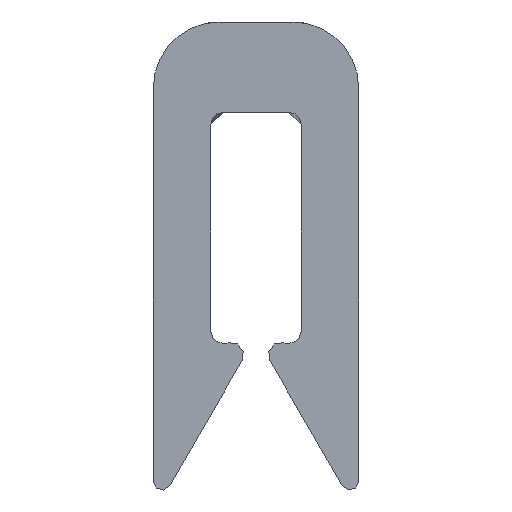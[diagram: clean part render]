
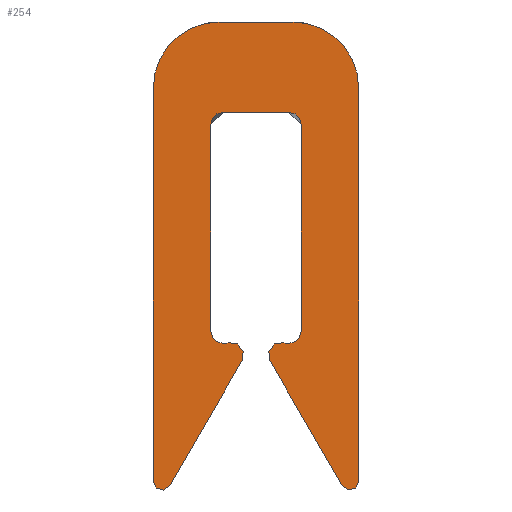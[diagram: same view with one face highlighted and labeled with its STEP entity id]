
A CAD part, left-side view. The second image highlights one B-rep face of the part: STEP entity #254.
In plain terms, the highlighted planar face has unit normal (-1, 0, 0).
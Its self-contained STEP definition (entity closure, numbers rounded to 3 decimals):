
#88=AXIS2_PLACEMENT_3D('Circle Axis2P3D',#86,#87,$) ;
#106=AXIS2_PLACEMENT_3D('Plane Axis2P3D',#103,#104,#105) ;
#117=AXIS2_PLACEMENT_3D('Circle Axis2P3D',#115,#116,$) ;
#131=AXIS2_PLACEMENT_3D('Circle Axis2P3D',#129,#130,$) ;
#145=AXIS2_PLACEMENT_3D('Circle Axis2P3D',#143,#144,$) ;
#159=AXIS2_PLACEMENT_3D('Circle Axis2P3D',#157,#158,$) ;
#173=AXIS2_PLACEMENT_3D('Circle Axis2P3D',#171,#172,$) ;
#187=AXIS2_PLACEMENT_3D('Circle Axis2P3D',#185,#186,$) ;
#201=AXIS2_PLACEMENT_3D('Circle Axis2P3D',#199,#200,$) ;
#215=AXIS2_PLACEMENT_3D('Circle Axis2P3D',#213,#214,$) ;
#229=AXIS2_PLACEMENT_3D('Circle Axis2P3D',#227,#228,$) ;
#41=CARTESIAN_POINT('Vertex',(0.,2.5,0.108)) ;
#46=CARTESIAN_POINT('Line Origine',(0.,2.5,2.504)) ;
#50=CARTESIAN_POINT('Vertex',(0.,2.5,4.9)) ;
#81=CARTESIAN_POINT('Vertex',(0.,2.298,0.054)) ;
#86=CARTESIAN_POINT('Axis2P3D Location',(0.,2.392,0.108)) ;
#103=CARTESIAN_POINT('Axis2P3D Location',(0.,1.25,0.)) ;
#108=CARTESIAN_POINT('Line Origine',(0.,1.859,0.815)) ;
#112=CARTESIAN_POINT('Vertex',(0.,1.42,1.575)) ;
#115=CARTESIAN_POINT('Axis2P3D Location',(0.,1.55,1.65)) ;
#119=CARTESIAN_POINT('Vertex',(0.,1.589,1.795)) ;
#122=CARTESIAN_POINT('Line Origine',(0.,1.6,1.792)) ;
#126=CARTESIAN_POINT('Vertex',(0.,1.611,1.789)) ;
#129=CARTESIAN_POINT('Axis2P3D Location',(0.,1.65,1.934)) ;
#133=CARTESIAN_POINT('Vertex',(0.,1.8,1.934)) ;
#136=CARTESIAN_POINT('Line Origine',(0.,1.8,3.192)) ;
#140=CARTESIAN_POINT('Vertex',(0.,1.8,4.45)) ;
#143=CARTESIAN_POINT('Axis2P3D Location',(0.,1.65,4.45)) ;
#147=CARTESIAN_POINT('Vertex',(0.,1.65,4.6)) ;
#150=CARTESIAN_POINT('Line Origine',(0.,1.25,4.6)) ;
#154=CARTESIAN_POINT('Vertex',(0.,0.85,4.6)) ;
#157=CARTESIAN_POINT('Axis2P3D Location',(0.,0.85,4.45)) ;
#161=CARTESIAN_POINT('Vertex',(0.,0.7,4.45)) ;
#164=CARTESIAN_POINT('Line Origine',(0.,0.7,3.192)) ;
#168=CARTESIAN_POINT('Vertex',(0.,0.7,1.934)) ;
#171=CARTESIAN_POINT('Axis2P3D Location',(0.,0.85,1.934)) ;
#175=CARTESIAN_POINT('Vertex',(0.,0.889,1.789)) ;
#178=CARTESIAN_POINT('Line Origine',(0.,0.9,1.792)) ;
#182=CARTESIAN_POINT('Vertex',(0.,0.911,1.795)) ;
#185=CARTESIAN_POINT('Axis2P3D Location',(0.,0.95,1.65)) ;
#189=CARTESIAN_POINT('Vertex',(0.,1.08,1.575)) ;
#192=CARTESIAN_POINT('Line Origine',(0.,0.641,0.815)) ;
#196=CARTESIAN_POINT('Vertex',(0.,0.202,0.054)) ;
#199=CARTESIAN_POINT('Axis2P3D Location',(0.,0.108,0.108)) ;
#203=CARTESIAN_POINT('Vertex',(0.,0.,0.108)) ;
#206=CARTESIAN_POINT('Line Origine',(0.,0.,2.504)) ;
#210=CARTESIAN_POINT('Vertex',(0.,0.,4.9)) ;
#213=CARTESIAN_POINT('Axis2P3D Location',(0.,0.8,4.9)) ;
#217=CARTESIAN_POINT('Vertex',(0.,0.8,5.7)) ;
#220=CARTESIAN_POINT('Line Origine',(0.,1.25,5.7)) ;
#224=CARTESIAN_POINT('Vertex',(0.,1.7,5.7)) ;
#227=CARTESIAN_POINT('Axis2P3D Location',(0.,1.7,4.9)) ;
#47=DIRECTION('Vector Direction',(0.,0.,1.)) ;
#87=DIRECTION('Axis2P3D Direction',(1.,0.,0.)) ;
#104=DIRECTION('Axis2P3D Direction',(1.,0.,0.)) ;
#105=DIRECTION('Axis2P3D XDirection',(0.,1.,0.)) ;
#109=DIRECTION('Vector Direction',(0.,-0.5,0.866)) ;
#116=DIRECTION('Axis2P3D Direction',(1.,0.,0.)) ;
#123=DIRECTION('Vector Direction',(0.,0.966,-0.259)) ;
#130=DIRECTION('Axis2P3D Direction',(1.,0.,0.)) ;
#137=DIRECTION('Vector Direction',(0.,0.,1.)) ;
#144=DIRECTION('Axis2P3D Direction',(1.,0.,0.)) ;
#151=DIRECTION('Vector Direction',(0.,-1.,0.)) ;
#158=DIRECTION('Axis2P3D Direction',(1.,0.,0.)) ;
#165=DIRECTION('Vector Direction',(0.,0.,1.)) ;
#172=DIRECTION('Axis2P3D Direction',(1.,0.,0.)) ;
#179=DIRECTION('Vector Direction',(0.,-0.966,-0.259)) ;
#186=DIRECTION('Axis2P3D Direction',(1.,0.,0.)) ;
#193=DIRECTION('Vector Direction',(0.,0.5,0.866)) ;
#200=DIRECTION('Axis2P3D Direction',(1.,0.,0.)) ;
#207=DIRECTION('Vector Direction',(0.,0.,1.)) ;
#214=DIRECTION('Axis2P3D Direction',(1.,0.,0.)) ;
#221=DIRECTION('Vector Direction',(0.,-1.,0.)) ;
#228=DIRECTION('Axis2P3D Direction',(1.,0.,0.)) ;
#48=VECTOR('Line Direction',#47,1.) ;
#110=VECTOR('Line Direction',#109,1.) ;
#124=VECTOR('Line Direction',#123,1.) ;
#138=VECTOR('Line Direction',#137,1.) ;
#152=VECTOR('Line Direction',#151,1.) ;
#166=VECTOR('Line Direction',#165,1.) ;
#180=VECTOR('Line Direction',#179,1.) ;
#194=VECTOR('Line Direction',#193,1.) ;
#208=VECTOR('Line Direction',#207,1.) ;
#222=VECTOR('Line Direction',#221,1.) ;
#233=ORIENTED_EDGE('',*,*,#90,.F.) ;
#234=ORIENTED_EDGE('',*,*,#114,.F.) ;
#235=ORIENTED_EDGE('',*,*,#121,.F.) ;
#236=ORIENTED_EDGE('',*,*,#128,.F.) ;
#237=ORIENTED_EDGE('',*,*,#135,.F.) ;
#238=ORIENTED_EDGE('',*,*,#142,.F.) ;
#239=ORIENTED_EDGE('',*,*,#149,.F.) ;
#240=ORIENTED_EDGE('',*,*,#156,.F.) ;
#241=ORIENTED_EDGE('',*,*,#163,.F.) ;
#242=ORIENTED_EDGE('',*,*,#170,.F.) ;
#243=ORIENTED_EDGE('',*,*,#177,.F.) ;
#244=ORIENTED_EDGE('',*,*,#184,.F.) ;
#245=ORIENTED_EDGE('',*,*,#191,.F.) ;
#246=ORIENTED_EDGE('',*,*,#198,.F.) ;
#247=ORIENTED_EDGE('',*,*,#205,.F.) ;
#248=ORIENTED_EDGE('',*,*,#212,.F.) ;
#249=ORIENTED_EDGE('',*,*,#219,.F.) ;
#250=ORIENTED_EDGE('',*,*,#226,.F.) ;
#251=ORIENTED_EDGE('',*,*,#231,.F.) ;
#252=ORIENTED_EDGE('',*,*,#52,.F.) ;
#254=ADVANCED_FACE('V1',(#253),#107,.F.) ;
#89=CIRCLE('generated circle',#88,0.108) ;
#118=CIRCLE('generated circle',#117,0.15) ;
#132=CIRCLE('generated circle',#131,0.15) ;
#146=CIRCLE('generated circle',#145,0.15) ;
#160=CIRCLE('generated circle',#159,0.15) ;
#174=CIRCLE('generated circle',#173,0.15) ;
#188=CIRCLE('generated circle',#187,0.15) ;
#202=CIRCLE('generated circle',#201,0.108) ;
#216=CIRCLE('generated circle',#215,0.8) ;
#230=CIRCLE('generated circle',#229,0.8) ;
#52=EDGE_CURVE('',#42,#51,#49,.T.) ;
#90=EDGE_CURVE('',#82,#42,#89,.T.) ;
#114=EDGE_CURVE('',#113,#82,#111,.F.) ;
#121=EDGE_CURVE('',#120,#113,#118,.T.) ;
#128=EDGE_CURVE('',#127,#120,#125,.F.) ;
#135=EDGE_CURVE('',#134,#127,#132,.F.) ;
#142=EDGE_CURVE('',#141,#134,#139,.F.) ;
#149=EDGE_CURVE('',#148,#141,#146,.F.) ;
#156=EDGE_CURVE('',#155,#148,#153,.F.) ;
#163=EDGE_CURVE('',#162,#155,#160,.F.) ;
#170=EDGE_CURVE('',#169,#162,#167,.T.) ;
#177=EDGE_CURVE('',#176,#169,#174,.F.) ;
#184=EDGE_CURVE('',#183,#176,#181,.T.) ;
#191=EDGE_CURVE('',#190,#183,#188,.T.) ;
#198=EDGE_CURVE('',#197,#190,#195,.T.) ;
#205=EDGE_CURVE('',#204,#197,#202,.T.) ;
#212=EDGE_CURVE('',#211,#204,#209,.F.) ;
#219=EDGE_CURVE('',#218,#211,#216,.T.) ;
#226=EDGE_CURVE('',#225,#218,#223,.T.) ;
#231=EDGE_CURVE('',#51,#225,#230,.T.) ;
#232=EDGE_LOOP('',(#233,#234,#235,#236,#237,#238,#239,#240,#241,#242,#243,#244,#245,#246,#247,#248,#249,#250,#251,#252)) ;
#253=FACE_OUTER_BOUND('',#232,.T.) ;
#49=LINE('Line',#46,#48) ;
#111=LINE('Line',#108,#110) ;
#125=LINE('Line',#122,#124) ;
#139=LINE('Line',#136,#138) ;
#153=LINE('Line',#150,#152) ;
#167=LINE('Line',#164,#166) ;
#181=LINE('Line',#178,#180) ;
#195=LINE('Line',#192,#194) ;
#209=LINE('Line',#206,#208) ;
#223=LINE('Line',#220,#222) ;
#107=PLANE('',#106) ;
#42=VERTEX_POINT('',#41) ;
#51=VERTEX_POINT('',#50) ;
#82=VERTEX_POINT('',#81) ;
#113=VERTEX_POINT('',#112) ;
#120=VERTEX_POINT('',#119) ;
#127=VERTEX_POINT('',#126) ;
#134=VERTEX_POINT('',#133) ;
#141=VERTEX_POINT('',#140) ;
#148=VERTEX_POINT('',#147) ;
#155=VERTEX_POINT('',#154) ;
#162=VERTEX_POINT('',#161) ;
#169=VERTEX_POINT('',#168) ;
#176=VERTEX_POINT('',#175) ;
#183=VERTEX_POINT('',#182) ;
#190=VERTEX_POINT('',#189) ;
#197=VERTEX_POINT('',#196) ;
#204=VERTEX_POINT('',#203) ;
#211=VERTEX_POINT('',#210) ;
#218=VERTEX_POINT('',#217) ;
#225=VERTEX_POINT('',#224) ;
